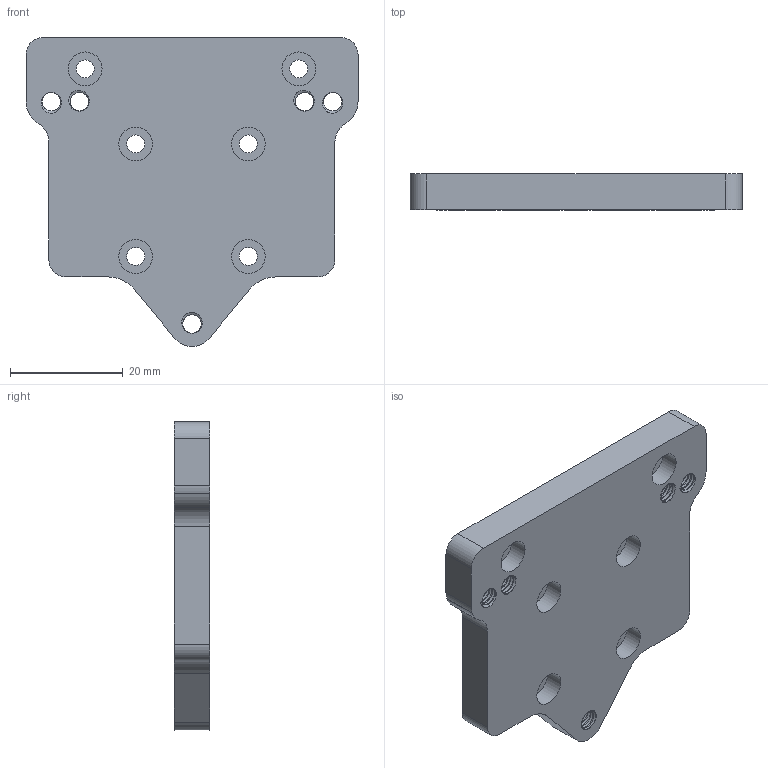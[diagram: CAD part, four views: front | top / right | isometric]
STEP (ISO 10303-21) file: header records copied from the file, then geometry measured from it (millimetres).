
FILE_DESCRIPTION(/* description */ (''),/* implementation_level */ '2;1');
FILE_NAME(/* name */ 'XCarriage-Adapter Plate_.250_6061.step',/* time_stamp */ '2023-01-31T19:20:26-05:00',/* author */ (''),/* organization */ (''),/* preprocessor_version */ 'ST-DEVELOPER v19.2',/* originating_system */ 'Autodesk Translation Framework v11.17.0.187',/* authorisation */ '');
FILE_SCHEMA (('AUTOMOTIVE_DESIGN { 1 0 10303 214 3 1 1 }'));
Length unit declared in the file: millimetre
Products named in the file (1): XCarriage-Adapter Plate
Bounding box: 59 x 6.35 x 54.88 mm (x, y, z)
Volume: 14515.6 mm3; surface area: 7151.7 mm2
Topology: 1 solids, 1 shells, 152 faces, 432 edges, 288 vertices
Faces by surface type: cylinder 124, plane 18, bspline 10
Full cylindrical faces by diameter (mm): 3.2 x6, 3.332 x20, 4.109 x15, 6 x6
Entity records: 11618 total; most frequent: CARTESIAN_POINT 7973, ORIENTED_EDGE 864, DIRECTION 566, EDGE_CURVE 432, VERTEX_POINT 288, B_SPLINE_CURVE_WITH_KNOTS 220, AXIS2_PLACEMENT_3D 211, EDGE_LOOP 180
